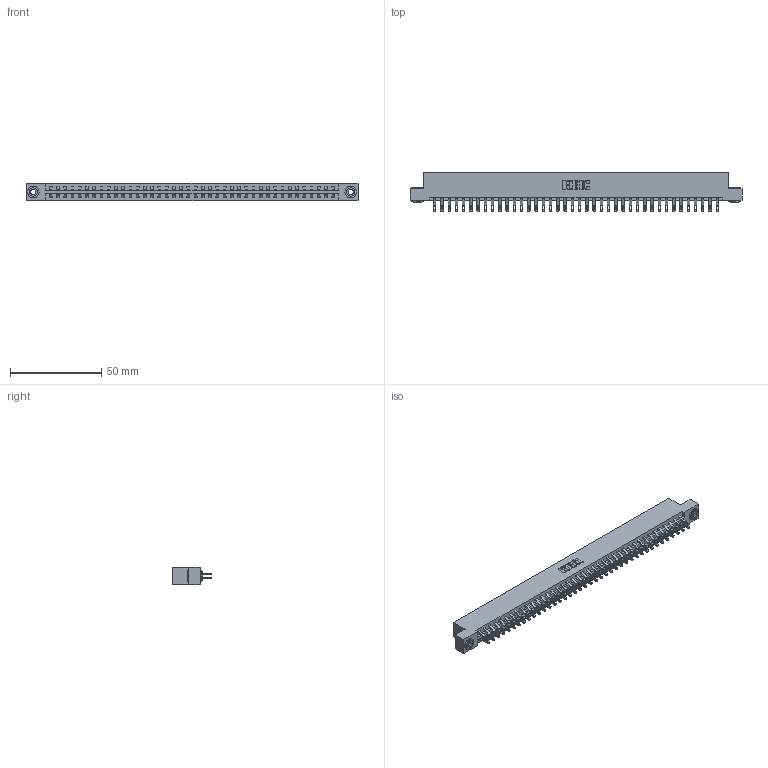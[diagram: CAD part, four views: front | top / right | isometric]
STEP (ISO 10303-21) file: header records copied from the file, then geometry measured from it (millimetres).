
FILE_DESCRIPTION (( 'STEP AP203' ), '1' );
FILE_NAME ('387-080-555-203.STEP', '2018-09-23T18:56:21', ( '' ), ( '' ), 'SwSTEP 2.0', 'SolidWorks 2016', '' );
FILE_SCHEMA (( 'CONFIG_CONTROL_DESIGN' ));
Length unit declared in the file: inch
Products named in the file (4): 337 Part_Flush Mounting Lugs - 0.156 Dia-TH; 345-292-001_555 Tail; 345-250-002_345-250-002-102; 387-080-555-203
Assembly tree (83 placements, depth 2):
  387-080-555-203
    337 Part_Flush Mounting Lugs - 0.156 Dia-TH
    345-292-001_555 Tail  x80
    345-250-002_345-250-002-102  x2
Bounding box: 181.51 x 21.47 x 9.4 mm (x, y, z)
Volume: 19353.6 mm3; surface area: 22958.7 mm2
Topology: 83 solids, 83 shells, 4952 faces, 15507 edges, 10334 vertices
Faces by surface type: plane 2960, cylinder 1984, cone 8
Entity records: 32248 total; most frequent: CARTESIAN_POINT 5443, ORIENTED_EDGE 5342, DIRECTION 4637, EDGE_CURVE 2671, LINE 2499, VECTOR 2499, VERTEX_POINT 1778, AXIS2_PLACEMENT_3D 1069
